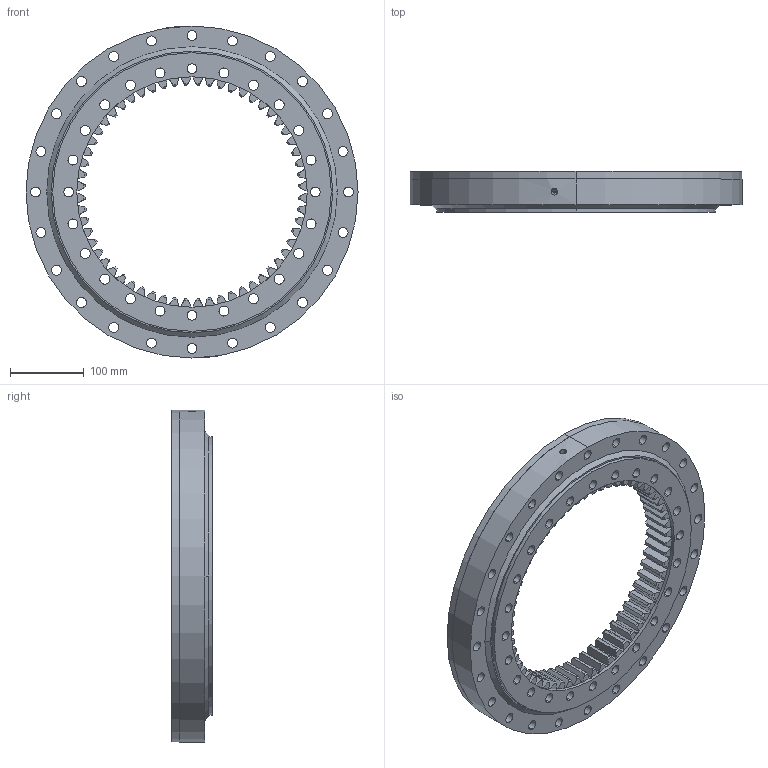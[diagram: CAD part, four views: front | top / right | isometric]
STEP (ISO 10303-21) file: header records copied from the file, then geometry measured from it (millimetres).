
FILE_DESCRIPTION (( 'STEP AP203' ), '1' );
FILE_NAME ('07-0380-01.STEP', '2017-12-27T09:55:42', ( 'defontaine' ), ( 'Hewlett-Packard Company' ), 'SwSTEP 2.0', 'SolidWorks 2016', '' );
FILE_SCHEMA (( 'CONFIG_CONTROL_DESIGN' ));
Length unit declared in the file: millimetre
Products named in the file (1): 07-0380-01
Bounding box: 451 x 55 x 451 mm (x, y, z)
Volume: 3364420.7 mm3; surface area: 612467.2 mm2
Topology: 5 solids, 5 shells, 536 faces, 1538 edges, 1016 vertices
Faces by surface type: cylinder 241, cone 136, plane 136, torus 23
Entity records: 18588 total; most frequent: CARTESIAN_POINT 4123, ORIENTED_EDGE 3076, DIRECTION 3021, EDGE_CURVE 1538, AXIS2_PLACEMENT_3D 1202, VERTEX_POINT 1016, CIRCLE 665, EDGE_LOOP 648
